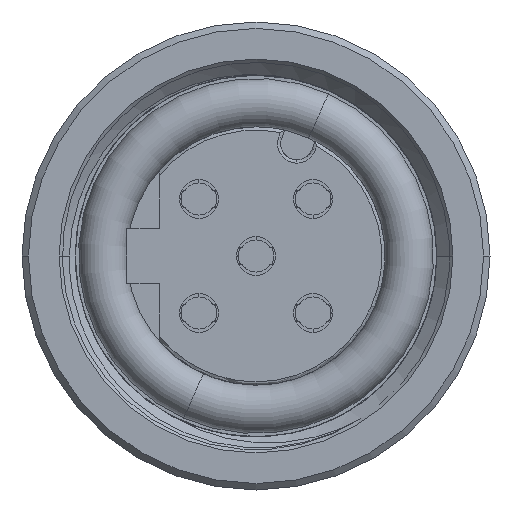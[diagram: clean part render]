
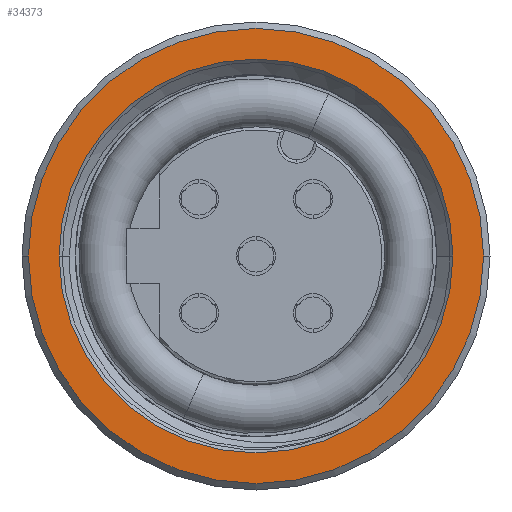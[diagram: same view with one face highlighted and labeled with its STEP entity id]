
A CAD part, left-side view. The second image highlights one B-rep face of the part: STEP entity #34373.
In plain terms, the highlighted face is planar.
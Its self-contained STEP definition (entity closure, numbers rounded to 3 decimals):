
#181 = ORIENTED_EDGE ( 'NONE', *, *, #17682, .T. ) ;
#892 = AXIS2_PLACEMENT_3D ( 'NONE', #66823, #6274, #63114 ) ;
#1484 = EDGE_CURVE ( 'NONE', #7072, #26771, #61539, .T. ) ;
#2247 = CARTESIAN_POINT ( 'NONE',  ( 11., 0., 6.1 ) ) ;
#6274 = DIRECTION ( 'NONE',  ( -1., 0., 0. ) ) ;
#7072 = VERTEX_POINT ( 'NONE', #57600 ) ;
#14588 = DIRECTION ( 'NONE',  ( 0., 0., 1. ) ) ;
#17221 = EDGE_LOOP ( 'NONE', ( #49158, #56860 ) ) ;
#17682 = EDGE_CURVE ( 'NONE', #48678, #20954, #21514, .T. ) ;
#20954 = VERTEX_POINT ( 'NONE', #2247 ) ;
#21514 = CIRCLE ( 'NONE', #892, 6.1 ) ;
#21654 = EDGE_CURVE ( 'NONE', #26771, #7072, #60668, .T. ) ;
#23225 = EDGE_CURVE ( 'NONE', #20954, #48678, #55561, .T. ) ;
#24091 = DIRECTION ( 'NONE',  ( -1., 0., 0. ) ) ;
#24469 = CARTESIAN_POINT ( 'NONE',  ( 11., 0., 7.05 ) ) ;
#25623 = DIRECTION ( 'NONE',  ( 1., 0., 0. ) ) ;
#26771 = VERTEX_POINT ( 'NONE', #24469 ) ;
#30584 = CARTESIAN_POINT ( 'NONE',  ( 11., 7.25, 0. ) ) ;
#32341 = CARTESIAN_POINT ( 'NONE',  ( 11., 0., -6.1 ) ) ;
#32382 = AXIS2_PLACEMENT_3D ( 'NONE', #51766, #25623, #46609 ) ;
#33668 = CARTESIAN_POINT ( 'NONE',  ( 11., 0., 0. ) ) ;
#34373 = ADVANCED_FACE ( 'NONE', ( #37272, #40760 ), #63304, .F. ) ;
#37272 = FACE_OUTER_BOUND ( 'NONE', #17221, .T. ) ;
#40760 = FACE_BOUND ( 'NONE', #50486, .T. ) ;
#42858 = ORIENTED_EDGE ( 'NONE', *, *, #23225, .T. ) ;
#46584 = AXIS2_PLACEMENT_3D ( 'NONE', #33668, #65067, #54344 ) ;
#46609 = DIRECTION ( 'NONE',  ( 0., 0., 1. ) ) ;
#48678 = VERTEX_POINT ( 'NONE', #32341 ) ;
#49158 = ORIENTED_EDGE ( 'NONE', *, *, #21654, .T. ) ;
#50486 = EDGE_LOOP ( 'NONE', ( #181, #42858 ) ) ;
#51288 = AXIS2_PLACEMENT_3D ( 'NONE', #60998, #24091, #14588 ) ;
#51766 = CARTESIAN_POINT ( 'NONE',  ( 11., 0., 0. ) ) ;
#52891 = DIRECTION ( 'NONE',  ( 0., 0., 1. ) ) ;
#54344 = DIRECTION ( 'NONE',  ( 0., 0., 1. ) ) ;
#55561 = CIRCLE ( 'NONE', #51288, 6.1 ) ;
#56860 = ORIENTED_EDGE ( 'NONE', *, *, #1484, .T. ) ;
#57600 = CARTESIAN_POINT ( 'NONE',  ( 11., 0., -7.05 ) ) ;
#60668 = CIRCLE ( 'NONE', #46584, 7.05 ) ;
#60998 = CARTESIAN_POINT ( 'NONE',  ( 11., 0., 0. ) ) ;
#61539 = CIRCLE ( 'NONE', #32382, 7.05 ) ;
#62976 = DIRECTION ( 'NONE',  ( -1., 0., 0. ) ) ;
#63114 = DIRECTION ( 'NONE',  ( 0., 0., 1. ) ) ;
#63304 = PLANE ( 'NONE',  #64019 ) ;
#64019 = AXIS2_PLACEMENT_3D ( 'NONE', #30584, #62976, #52891 ) ;
#65067 = DIRECTION ( 'NONE',  ( 1., 0., 0. ) ) ;
#66823 = CARTESIAN_POINT ( 'NONE',  ( 11., 0., 0. ) ) ;
